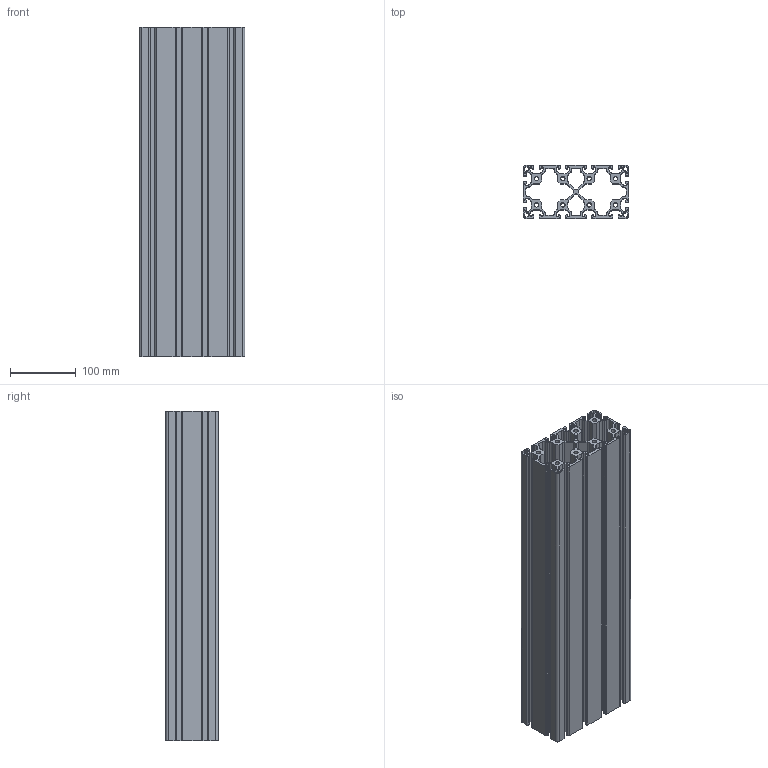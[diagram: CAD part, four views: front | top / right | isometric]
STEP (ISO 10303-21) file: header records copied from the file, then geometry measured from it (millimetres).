
FILE_DESCRIPTION((''),'2;1');
FILE_NAME('I8 80160L.stp','2012-10-12T11:49:47',('Schwarz'),(''),'Autodesk Inventor 2009','Autodesk Inventor 2009','');
FILE_SCHEMA(('AUTOMOTIVE_DESIGN { 1 0 10303 214 1 1 1 1 }'));
Length unit declared in the file: millimetre
Products named in the file (1): I8 80160L
Bounding box: 160 x 80 x 500 mm (x, y, z)
Volume: 1866185.6 mm3; surface area: 995197.4 mm2
Topology: 1 solids, 1 shells, 514 faces, 1536 edges, 1024 vertices
Faces by surface type: cylinder 272, plane 242
Full cylindrical faces by diameter (mm): 6.7 x8
Entity records: 17514 total; most frequent: DIRECTION 3102, CARTESIAN_POINT 3067, ORIENTED_EDGE 3056, EDGE_CURVE 1528, AXIS2_PLACEMENT_3D 1059, VERTEX_POINT 1024, VECTOR 984, LINE 984
